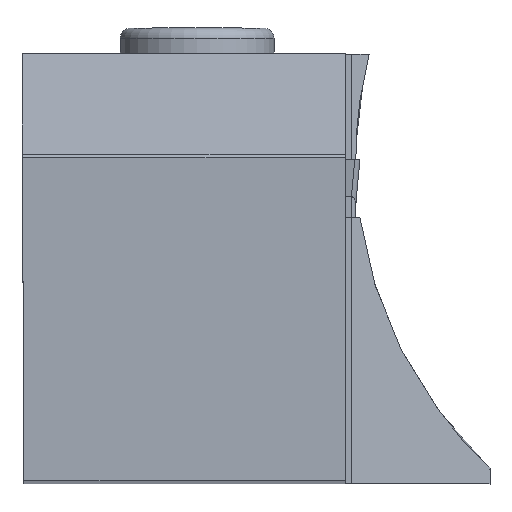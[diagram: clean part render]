
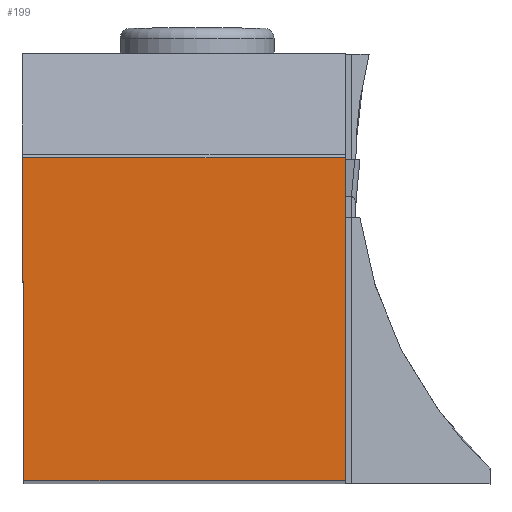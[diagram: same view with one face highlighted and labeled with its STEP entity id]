
A CAD part, top view. The second image highlights one B-rep face of the part: STEP entity #199.
In plain terms, the highlighted planar face has unit normal (0, 0, 1).
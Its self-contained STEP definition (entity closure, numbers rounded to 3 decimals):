
#199=ADVANCED_FACE('BLANK_BOXF006',(#316),#250,.F.);
#250=PLANE('',#1544);
#316=FACE_OUTER_BOUND('',#384,.T.);
#384=EDGE_LOOP('',(#716,#717,#718,#719));
#716=ORIENTED_EDGE('',*,*,#1052,.T.);
#717=ORIENTED_EDGE('',*,*,#1096,.T.);
#718=ORIENTED_EDGE('',*,*,#1092,.T.);
#719=ORIENTED_EDGE('',*,*,#1088,.T.);
#894=VERTEX_POINT('',#2359);
#895=VERTEX_POINT('',#2361);
#916=VERTEX_POINT('',#2494);
#918=VERTEX_POINT('',#2502);
#1052=EDGE_CURVE('',#895,#894,#1199,.T.);
#1088=EDGE_CURVE('',#916,#895,#1228,.T.);
#1092=EDGE_CURVE('',#918,#916,#1232,.T.);
#1096=EDGE_CURVE('',#894,#918,#1236,.T.);
#1199=LINE('',#2360,#1337);
#1228=LINE('',#2493,#1366);
#1232=LINE('',#2501,#1370);
#1236=LINE('',#2509,#1374);
#1337=VECTOR('',#1803,1.);
#1366=VECTOR('',#1858,1.);
#1370=VECTOR('',#1866,1.);
#1374=VECTOR('',#1872,1.);
#1544=AXIS2_PLACEMENT_3D('',#2510,#1873,#1874);
#1803=DIRECTION('',(0.,1.,0.));
#1858=DIRECTION('',(1.,0.,0.));
#1866=DIRECTION('',(0.004,-1.,0.));
#1872=DIRECTION('',(-1.,0.,0.));
#1873=DIRECTION('',(0.,0.,-1.));
#1874=DIRECTION('',(0.,-1.,0.));
#2359=CARTESIAN_POINT('',(24.875,24.875,0.));
#2360=CARTESIAN_POINT('',(24.875,-150.35,0.));
#2361=CARTESIAN_POINT('',(24.875,0.,0.));
#2493=CARTESIAN_POINT('',(-150.35,0.,0.));
#2494=CARTESIAN_POINT('',(0.109,0.,0.));
#2501=CARTESIAN_POINT('',(-0.547,150.349,0.));
#2502=CARTESIAN_POINT('',(0.,24.875,0.));
#2509=CARTESIAN_POINT('',(150.35,24.875,0.));
#2510=CARTESIAN_POINT('',(36.012,-5.,0.));
